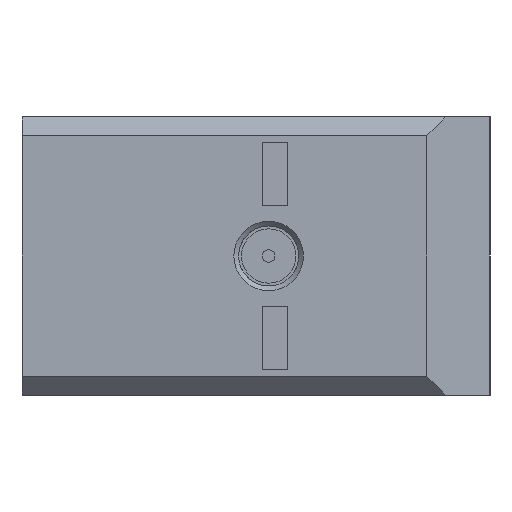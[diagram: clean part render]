
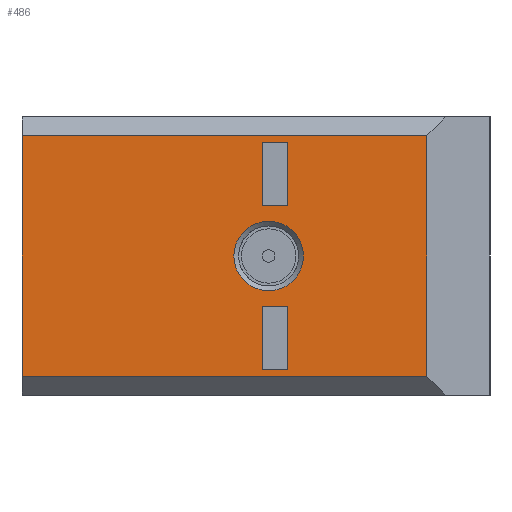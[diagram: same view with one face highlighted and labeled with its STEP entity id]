
A CAD part, left-side view. The second image highlights one B-rep face of the part: STEP entity #486.
In plain terms, the highlighted planar face has unit normal (-1, 0, 0).
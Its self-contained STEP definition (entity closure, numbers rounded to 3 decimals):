
#486=ADVANCED_FACE('',(#4912,#4914,#4916,#4918),#4920,.F.);
#4912=FACE_BOUND('',#4913,.T.);
#4913=EDGE_LOOP('',(#12346,#12347,#12348,#12349));
#4914=FACE_BOUND('',#4915,.T.);
#4915=EDGE_LOOP('',(#12350));
#4916=FACE_BOUND('',#4917,.T.);
#4917=EDGE_LOOP('',(#12351,#12352,#12353,#12354));
#4918=FACE_BOUND('',#4919,.T.);
#4919=EDGE_LOOP('',(#12355,#12356,#12357,#12358));
#4920=PLANE('',#4921);
#4921=AXIS2_PLACEMENT_3D('',#4922,#4923,#4924);
#4922=CARTESIAN_POINT('',(-7.5,-3.701,4.));
#4923=DIRECTION('',(1.,0.,-0.));
#4924=DIRECTION('',(-0.,0.,-1.));
#12346=ORIENTED_EDGE('',*,*,#14443,.T.);
#12347=ORIENTED_EDGE('',*,*,#14821,.T.);
#12348=ORIENTED_EDGE('',*,*,#14822,.T.);
#12349=ORIENTED_EDGE('',*,*,#14823,.T.);
#12350=ORIENTED_EDGE('',*,*,#14435,.F.);
#12351=ORIENTED_EDGE('',*,*,#14791,.F.);
#12352=ORIENTED_EDGE('',*,*,#14824,.F.);
#12353=ORIENTED_EDGE('',*,*,#14804,.T.);
#12354=ORIENTED_EDGE('',*,*,#14825,.T.);
#12355=ORIENTED_EDGE('',*,*,#14826,.F.);
#12356=ORIENTED_EDGE('',*,*,#14787,.T.);
#12357=ORIENTED_EDGE('',*,*,#14827,.T.);
#12358=ORIENTED_EDGE('',*,*,#14800,.F.);
#14435=EDGE_CURVE('',#15756,#15756,#15757,.T.);
#14443=EDGE_CURVE('',#15773,#15771,#15774,.T.);
#14787=EDGE_CURVE('',#16454,#16456,#16458,.T.);
#14791=EDGE_CURVE('',#16461,#16463,#16464,.T.);
#14800=EDGE_CURVE('',#16472,#16474,#16475,.T.);
#14804=EDGE_CURVE('',#16477,#16479,#16481,.T.);
#14821=EDGE_CURVE('',#15771,#16510,#16511,.T.);
#14822=EDGE_CURVE('',#16510,#16512,#16513,.T.);
#14823=EDGE_CURVE('',#16512,#15773,#16514,.T.);
#14824=EDGE_CURVE('',#16477,#16461,#16515,.T.);
#14825=EDGE_CURVE('',#16479,#16463,#16516,.T.);
#14826=EDGE_CURVE('',#16454,#16472,#16517,.T.);
#14827=EDGE_CURVE('',#16456,#16474,#16518,.T.);
#15756=VERTEX_POINT('',#18237);
#15757=CIRCLE('',#18238,0.55);
#15771=VERTEX_POINT('',#18268);
#15773=VERTEX_POINT('',#18272);
#15774=LINE('',#18273,#18274);
#16454=VERTEX_POINT('',#23461);
#16456=VERTEX_POINT('',#23465);
#16458=LINE('',#23469,#23470);
#16461=VERTEX_POINT('',#23478);
#16463=VERTEX_POINT('',#23482);
#16464=LINE('',#23483,#23484);
#16472=VERTEX_POINT('',#23507);
#16474=VERTEX_POINT('',#23511);
#16475=LINE('',#23512,#23513);
#16477=VERTEX_POINT('',#23518);
#16479=VERTEX_POINT('',#23522);
#16481=LINE('',#23526,#23527);
#16510=VERTEX_POINT('',#23593);
#16511=LINE('',#23594,#23595);
#16512=VERTEX_POINT('',#23597);
#16513=LINE('',#23598,#23599);
#16514=LINE('',#23601,#23602);
#16515=LINE('',#23604,#23605);
#16516=LINE('',#23607,#23608);
#16517=LINE('',#23610,#23611);
#16518=LINE('',#23613,#23614);
#18237=CARTESIAN_POINT('',(-7.5,-0.2,2.75));
#18238=AXIS2_PLACEMENT_3D('',#18239,#18240,#18241);
#18239=CARTESIAN_POINT('',(-7.5,-0.2,2.2));
#18240=DIRECTION('',(-1.,-0.,0.));
#18241=DIRECTION('',(0.,0.,-1.));
#18268=CARTESIAN_POINT('',(-7.5,3.7,0.3));
#18272=CARTESIAN_POINT('',(-7.5,3.7,4.1));
#18273=CARTESIAN_POINT('',(-7.5,3.7,4.1));
#18274=VECTOR('',#18275,1.);
#18275=DIRECTION('',(0.,0.,-1.));
#23461=CARTESIAN_POINT('',(-7.5,-0.5,0.4));
#23465=CARTESIAN_POINT('',(-7.5,-0.1,0.4));
#23469=CARTESIAN_POINT('',(-7.5,-0.5,0.4));
#23470=VECTOR('',#23471,1.);
#23471=DIRECTION('',(0.,1.,0.));
#23478=CARTESIAN_POINT('',(-7.5,-0.5,4.));
#23482=CARTESIAN_POINT('',(-7.5,-0.1,4.));
#23483=CARTESIAN_POINT('',(-7.5,-0.5,4.));
#23484=VECTOR('',#23485,1.);
#23485=DIRECTION('',(0.,1.,0.));
#23507=CARTESIAN_POINT('',(-7.5,-0.5,1.4));
#23511=CARTESIAN_POINT('',(-7.5,-0.1,1.4));
#23512=CARTESIAN_POINT('',(-7.5,-0.5,1.4));
#23513=VECTOR('',#23514,1.);
#23514=DIRECTION('',(0.,1.,0.));
#23518=CARTESIAN_POINT('',(-7.5,-0.5,3.));
#23522=CARTESIAN_POINT('',(-7.5,-0.1,3.));
#23526=CARTESIAN_POINT('',(-7.5,-0.5,3.));
#23527=VECTOR('',#23528,1.);
#23528=DIRECTION('',(0.,1.,0.));
#23593=CARTESIAN_POINT('',(-7.5,-2.7,0.3));
#23594=CARTESIAN_POINT('',(-7.5,3.7,0.3));
#23595=VECTOR('',#23596,1.);
#23596=DIRECTION('',(0.,-1.,0.));
#23597=CARTESIAN_POINT('',(-7.5,-2.7,4.1));
#23598=CARTESIAN_POINT('',(-7.5,-2.7,0.3));
#23599=VECTOR('',#23600,1.);
#23600=DIRECTION('',(0.,0.,1.));
#23601=CARTESIAN_POINT('',(-7.5,-2.7,4.1));
#23602=VECTOR('',#23603,1.);
#23603=DIRECTION('',(0.,1.,0.));
#23604=CARTESIAN_POINT('',(-7.5,-0.5,3.));
#23605=VECTOR('',#23606,1.);
#23606=DIRECTION('',(0.,0.,1.));
#23607=CARTESIAN_POINT('',(-7.5,-0.1,3.));
#23608=VECTOR('',#23609,1.);
#23609=DIRECTION('',(0.,0.,1.));
#23610=CARTESIAN_POINT('',(-7.5,-0.5,0.4));
#23611=VECTOR('',#23612,1.);
#23612=DIRECTION('',(0.,0.,1.));
#23613=CARTESIAN_POINT('',(-7.5,-0.1,0.4));
#23614=VECTOR('',#23615,1.);
#23615=DIRECTION('',(0.,0.,1.));
